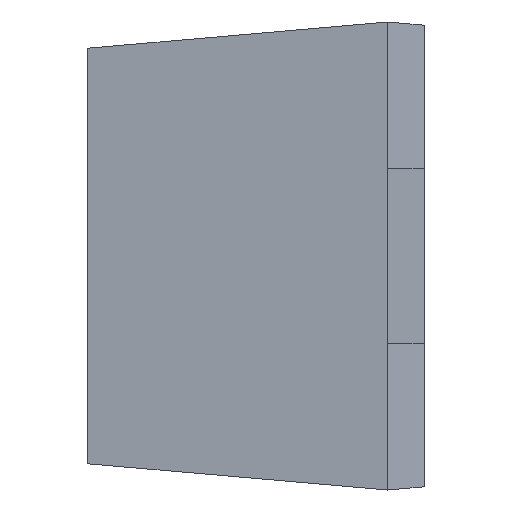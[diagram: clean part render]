
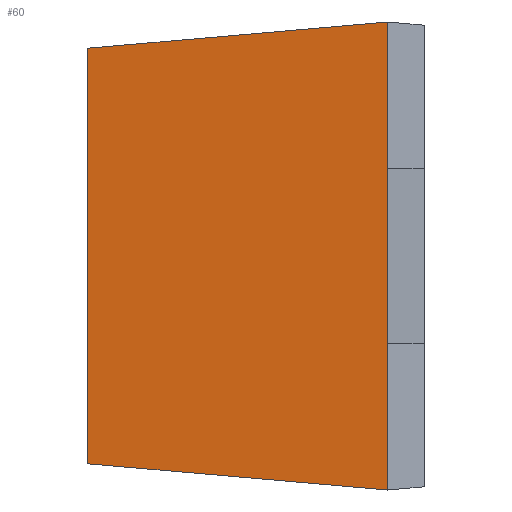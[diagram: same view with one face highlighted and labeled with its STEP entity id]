
A CAD part, left-side view. The second image highlights one B-rep face of the part: STEP entity #60.
In plain terms, the highlighted planar face has unit normal (-0.996, 0.087, 0).
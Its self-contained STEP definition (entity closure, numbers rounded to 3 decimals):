
#3 = VECTOR ( 'NONE', #36, 1000. ) ;
#5 = FACE_OUTER_BOUND ( 'NONE', #407, .T. ) ;
#35 = AXIS2_PLACEMENT_3D ( 'NONE', #712, #552, #340 ) ;
#36 = DIRECTION ( 'NONE',  ( 0., 0., 1. ) ) ;
#60 = ADVANCED_FACE ( 'NONE', ( #5 ), #913, .T. ) ;
#66 = VERTEX_POINT ( 'NONE', #122 ) ;
#87 = CARTESIAN_POINT ( 'NONE',  ( -1.21, 1.15, 0.71 ) ) ;
#122 = CARTESIAN_POINT ( 'NONE',  ( -1.3, 0.125, 0.8 ) ) ;
#241 = VECTOR ( 'NONE', #368, 1000. ) ;
#248 = CARTESIAN_POINT ( 'NONE',  ( -1.21, 1.15, 0.8 ) ) ;
#295 = VERTEX_POINT ( 'NONE', #87 ) ;
#340 = DIRECTION ( 'NONE',  ( -0.087, -0.996, 0. ) ) ;
#357 = LINE ( 'NONE', #679, #859 ) ;
#360 = VERTEX_POINT ( 'NONE', #666 ) ;
#368 = DIRECTION ( 'NONE',  ( -0.087, -0.992, -0.087 ) ) ;
#383 = LINE ( 'NONE', #670, #241 ) ;
#398 = ORIENTED_EDGE ( 'NONE', *, *, #403, .T. ) ;
#403 = EDGE_CURVE ( 'NONE', #360, #66, #357, .T. ) ;
#407 = EDGE_LOOP ( 'NONE', ( #553, #726, #398, #480 ) ) ;
#474 = EDGE_CURVE ( 'NONE', #295, #66, #885, .T. ) ;
#476 = CARTESIAN_POINT ( 'NONE',  ( -1.21, 1.15, -0.71 ) ) ;
#480 = ORIENTED_EDGE ( 'NONE', *, *, #474, .F. ) ;
#537 = DIRECTION ( 'NONE',  ( 0., 0., 1. ) ) ;
#552 = DIRECTION ( 'NONE',  ( -0.996, 0.087, 0. ) ) ;
#553 = ORIENTED_EDGE ( 'NONE', *, *, #617, .F. ) ;
#606 = VERTEX_POINT ( 'NONE', #476 ) ;
#610 = DIRECTION ( 'NONE',  ( -0.087, -0.992, 0.087 ) ) ;
#617 = EDGE_CURVE ( 'NONE', #606, #295, #874, .T. ) ;
#666 = CARTESIAN_POINT ( 'NONE',  ( -1.3, 0.125, -0.8 ) ) ;
#670 = CARTESIAN_POINT ( 'NONE',  ( -1.288, 0.263, -0.788 ) ) ;
#679 = CARTESIAN_POINT ( 'NONE',  ( -1.3, 0.125, 0.8 ) ) ;
#712 = CARTESIAN_POINT ( 'NONE',  ( -1.3, 0.125, 0.8 ) ) ;
#726 = ORIENTED_EDGE ( 'NONE', *, *, #943, .T. ) ;
#820 = VECTOR ( 'NONE', #610, 1000. ) ;
#831 = CARTESIAN_POINT ( 'NONE',  ( -1.28, 0.349, 0.78 ) ) ;
#859 = VECTOR ( 'NONE', #537, 1000. ) ;
#874 = LINE ( 'NONE', #248, #3 ) ;
#885 = LINE ( 'NONE', #831, #820 ) ;
#913 = PLANE ( 'NONE',  #35 ) ;
#943 = EDGE_CURVE ( 'NONE', #606, #360, #383, .T. ) ;
